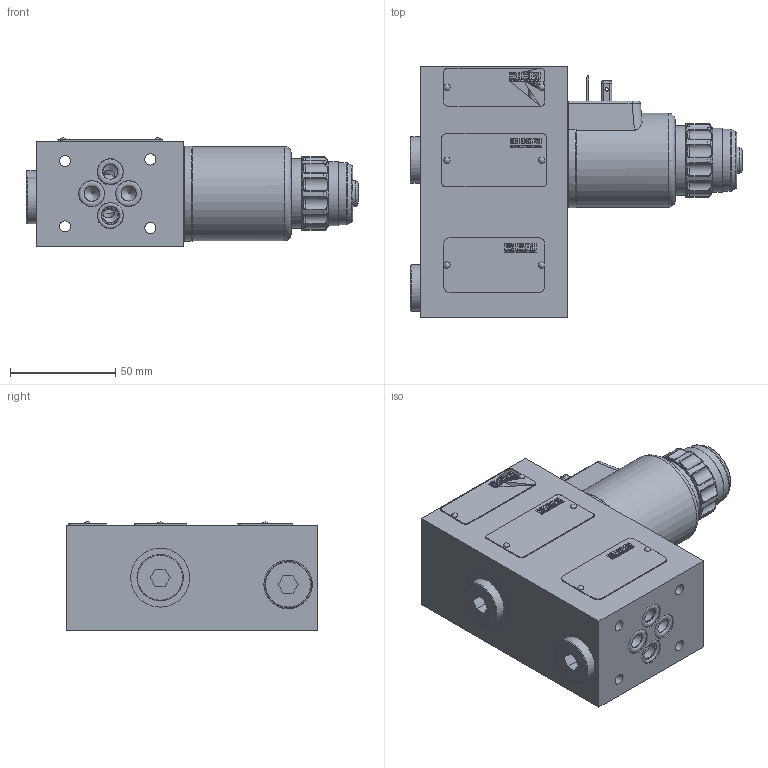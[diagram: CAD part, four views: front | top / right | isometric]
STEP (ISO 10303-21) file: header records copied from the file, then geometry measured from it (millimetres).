
FILE_DESCRIPTION (( 'STEP AP214' ), '1' );
FILE_NAME ('PDB-6I-P...-25.STEP', '2022-06-23T12:41:08', ( '' ), ( '' ), 'SwSTEP 2.0', 'SolidWorks 2020', '' );
FILE_SCHEMA (( 'AUTOMOTIVE_DESIGN' ));
Length unit declared in the file: millimetre
Products named in the file (1): PDB-6I-P...-25
Bounding box: 157.6 x 119.25 x 51.6 mm (x, y, z)
Volume: 497103.6 mm3; surface area: 75146.1 mm2
Topology: 2 solids, 31 shells, 1558 faces, 3831 edges, 2474 vertices
Faces by surface type: plane 914, bspline 370, cylinder 196, cone 78
Full cylindrical faces by diameter (mm): 1.65 x3, 2.4 x1, 2.5 x1, 2.7 x1, 2.8 x1, 4.5 x2, 4.9 x1, 5 x8, 5.1 x1, 5.3 x4, 5.8 x7, 6 x1, 6.06 x1, 7 x2, 7.8 x1, 8 x1, 8.011 x3, 9.3 x3, 9.507 x3, 9.508 x3, 9.724 x2, 9.898 x3, 10.061 x3, 10.248 x3, 10.424 x2, 12.35 x12, 14 x1, 14.5 x1, 22 x2, 23 x1
Entity records: 73656 total; most frequent: CARTESIAN_POINT 25520, ORIENTED_EDGE 7206, DIRECTION 5346, EDGE_CURVE 3603, VERTEX_POINT 2398, LINE 2028, VECTOR 2028, EDGE_LOOP 1881
